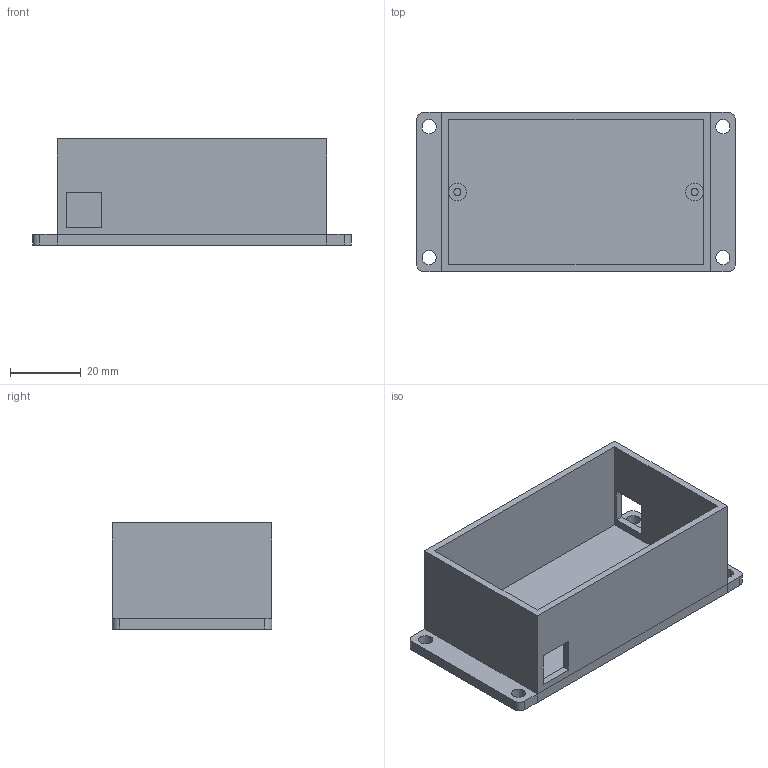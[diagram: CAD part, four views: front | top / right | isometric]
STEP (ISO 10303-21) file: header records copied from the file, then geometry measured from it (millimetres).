
FILE_DESCRIPTION(('FreeCAD Model'),'2;1');
FILE_NAME('caja 12v.step', '2021-05-28T11:29:56',('Author'),(''), 'Open CASCADE STEP processor 7.3','FreeCAD','Unknown');
FILE_SCHEMA(('AUTOMOTIVE_DESIGN { 1 0 10303 214 1 1 1 1 }'));
Length unit declared in the file: millimetre
Products named in the file (1): Terminado
Bounding box: 90 x 45 x 30 mm (x, y, z)
Volume: 24290.9 mm3; surface area: 21427.1 mm2
Topology: 1 solids, 1 shells, 48 faces, 113 edges, 70 vertices
Faces by surface type: plane 35, cylinder 13
Full cylindrical faces by diameter (mm): 2 x2, 4 x4, 5 x1
Entity records: 3154 total; most frequent: CARTESIAN_POINT 540, DIRECTION 401, LINE 229, VECTOR 229, ORIENTED_EDGE 226, PCURVE 226, DEFINITIONAL_REPRESENTATION 226, EDGE_CURVE 113
